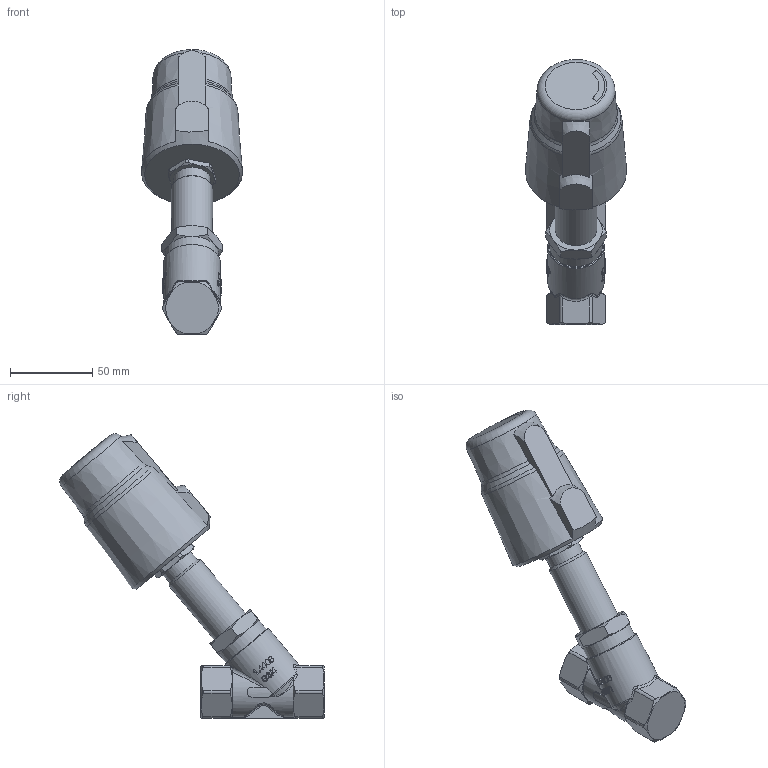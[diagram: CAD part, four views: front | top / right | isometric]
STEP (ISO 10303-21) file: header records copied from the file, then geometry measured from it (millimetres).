
FILE_DESCRIPTION(/* description */ ('3D-Modell'),/* implementation_level */ '2;1');
FILE_NAME(/* name */ '063.001640_A6324-0815-7505-DT.stp',/* time_stamp */ '2018-04-23T11:39:28+02:00',/* author */ ('EFast'),/* organization */ (''),/* preprocessor_version */ 'ST-DEVELOPER v16.1',/* originating_system */ 'Autodesk Inventor 2016',/* authorisation */ '');
FILE_SCHEMA (('AUTOMOTIVE_DESIGN { 1 0 10303 214 3 1 1 }'));
Length unit declared in the file: millimetre
Products named in the file (1): 87-011469
Bounding box: 61.29 x 160.91 x 173.14 mm (x, y, z)
Volume: 318997.8 mm3; surface area: 36235.9 mm2
Topology: 1 solids, 1 shells, 391 faces, 1048 edges, 679 vertices
Faces by surface type: plane 150, bspline 118, cylinder 64, cone 50, torus 9
Full cylindrical faces by diameter (mm): 22 x1, 25 x1, 32 x1, 34.5 x1
Entity records: 39583 total; most frequent: CARTESIAN_POINT 31217, ORIENTED_EDGE 2058, DIRECTION 1257, EDGE_CURVE 1029, VERTEX_POINT 673, AXIS2_PLACEMENT_3D 462, EDGE_LOOP 424, FACE_OUTER_BOUND 391
